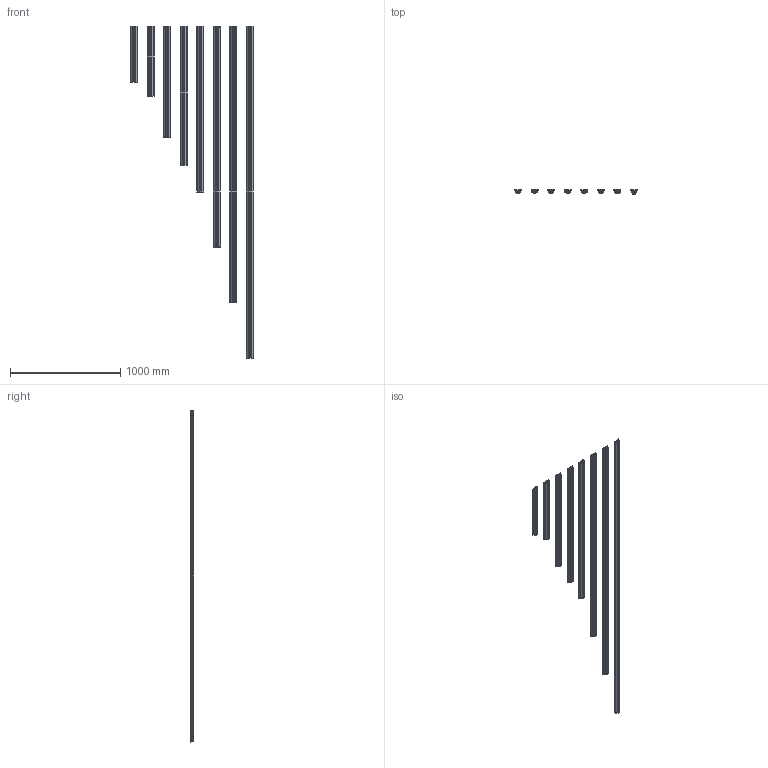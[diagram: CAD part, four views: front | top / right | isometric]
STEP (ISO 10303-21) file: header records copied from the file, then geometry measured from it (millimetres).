
FILE_DESCRIPTION (( 'STEP AP214' ), '1' );
FILE_NAME ('4932in v2-1 FULL MOD.STEP', '2020-07-06T11:02:35', ( '' ), ( '' ), 'SwSTEP 2.0', 'SolidWorks 2018', '' );
FILE_SCHEMA (( 'AUTOMOTIVE_DESIGN' ));
Length unit declared in the file: millimetre
Products named in the file (28): 4932in v2-1_1000; COVER-45_3000; 4932in v2-0_諘蜱齁罻; 4932in v2-1_3000; COVER-45_500; 4932in v2-1 ASSEMBLY_500; 4932in v2-1 ASSEMBLY_1000; 4932in v2-1_1250; Çåðêàëüíî îòðàçèòü4932in v2-0_çàãëóøêà; COVER-45_1500; COVER-45_625; 4932in v2-1_625; 4932in v2-1 ASSEMBLY_2500; 4932in v2-1_500; hexa csunk flathd screw_iso_ISO 14581 M2x4x4-N; 4932in v2-1_2000; 4932in v2-1_1500; 4932in v2-1 ASSEMBLY_3000; COVER-45_2000; 4932in v2-1 ASSEMBLY_2000; 4932in v2-1_2500; 4932in v2-1 ASSEMBLY_1500; COVER-45_2500; COVER-45_1250; 4932in v2-1 ASSEMBLY_625; 4932in v2-1 FULL MOD; 4932in v2-1 ASSEMBLY_1250; COVER-45_1000
Assembly tree (72 placements, depth 3):
  4932in v2-1 FULL MOD
    4932in v2-1 ASSEMBLY_500
      4932in v2-1_500
      hexa csunk flathd screw_iso_ISO 14581 M2x4x4-N  x4
      COVER-45_500
      4932in v2-0_諘蜱齁罻
      Çåðêàëüíî îòðàçèòü4932in v2-0_çàãëóøêà
    4932in v2-1 ASSEMBLY_625
      4932in v2-1_625
      hexa csunk flathd screw_iso_ISO 14581 M2x4x4-N  x4
      COVER-45_625
      4932in v2-0_諘蜱齁罻
      Çåðêàëüíî îòðàçèòü4932in v2-0_çàãëóøêà
    4932in v2-1 ASSEMBLY_1000
      4932in v2-1_1000
      hexa csunk flathd screw_iso_ISO 14581 M2x4x4-N  x4
      COVER-45_1000
      4932in v2-0_諘蜱齁罻
      Çåðêàëüíî îòðàçèòü4932in v2-0_çàãëóøêà
    4932in v2-1 ASSEMBLY_1250
      4932in v2-1_1250
      hexa csunk flathd screw_iso_ISO 14581 M2x4x4-N  x4
      COVER-45_1250
      4932in v2-0_諘蜱齁罻
      Çåðêàëüíî îòðàçèòü4932in v2-0_çàãëóøêà
    4932in v2-1 ASSEMBLY_1500
      4932in v2-1_1500
      hexa csunk flathd screw_iso_ISO 14581 M2x4x4-N  x4
      COVER-45_1500
      4932in v2-0_諘蜱齁罻
      Çåðêàëüíî îòðàçèòü4932in v2-0_çàãëóøêà
    4932in v2-1 ASSEMBLY_2000
      4932in v2-1_2000
      hexa csunk flathd screw_iso_ISO 14581 M2x4x4-N  x4
      COVER-45_2000
      4932in v2-0_諘蜱齁罻
      Çåðêàëüíî îòðàçèòü4932in v2-0_çàãëóøêà
    4932in v2-1 ASSEMBLY_2500
      4932in v2-1_2500
      hexa csunk flathd screw_iso_ISO 14581 M2x4x4-N  x4
      COVER-45_2500
      4932in v2-0_諘蜱齁罻
      Çåðêàëüíî îòðàçèòü4932in v2-0_çàãëóøêà
    4932in v2-1 ASSEMBLY_3000
      4932in v2-1_3000
      hexa csunk flathd screw_iso_ISO 14581 M2x4x4-N  x4
      COVER-45_3000
      4932in v2-0_諘蜱齁罻
      Çåðêàëüíî îòðàçèòü4932in v2-0_çàãëóøêà
Bounding box: 1112 x 32.05 x 3011 mm (x, y, z)
Volume: 3823156.3 mm3; surface area: 4860498.4 mm2
Topology: 64 solids, 64 shells, 11480 faces, 32152 edges, 21392 vertices
Faces by surface type: bspline 6496, plane 3672, cylinder 1184, cone 128
Full cylindrical faces by diameter (mm): 2 x32, 2.2 x32, 3.8 x32
Entity records: 87152 total; most frequent: CARTESIAN_POINT 25102, ORIENTED_EDGE 14230, DIRECTION 10272, EDGE_CURVE 7115, VERTEX_POINT 4749, VECTOR 4210, LINE 4210, AXIS2_PLACEMENT_3D 3031
